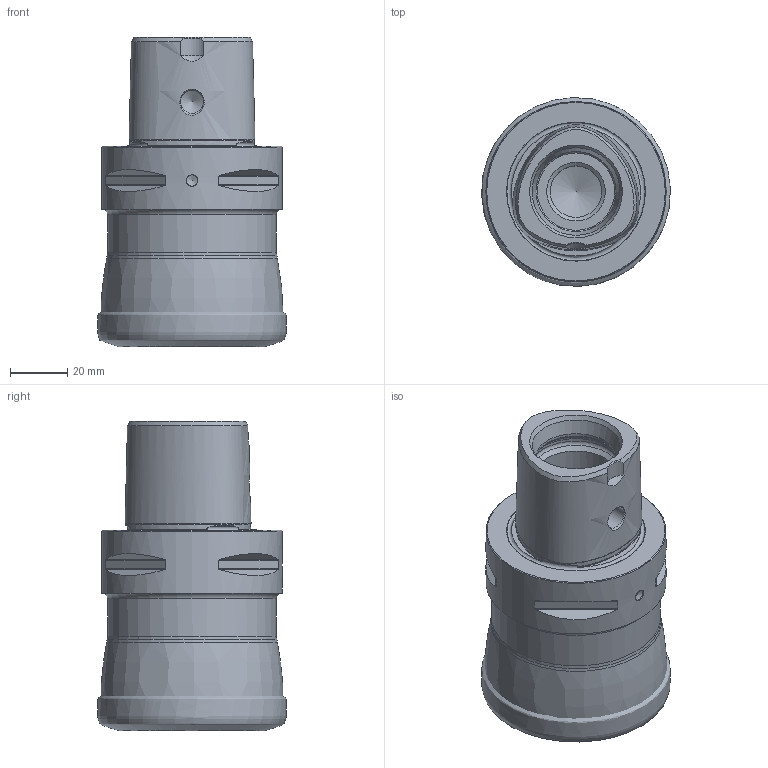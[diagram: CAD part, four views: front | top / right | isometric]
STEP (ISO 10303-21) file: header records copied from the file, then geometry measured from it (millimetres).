
FILE_DESCRIPTION(/* description */ (''),/* implementation_level */ '2;1');
FILE_NAME(/* name */ 'toolassembly_1.stp',/* time_stamp */ '2018-10-16T15:40:02+02:00',/* author */ (''),/* organization */ ('SMS'),/* preprocessor_version */ 'ST-DEVELOPER v15',/* originating_system */ 'SIEMENS PLM Software NX 8.5',/* authorisation */ '');
FILE_SCHEMA (('AUTOMOTIVE_DESIGN { 1 0 10303 214 3 1 1 1 }'));
Length unit declared in the file: millimetre
Products named in the file (4): ASSEMBLY_CONSTRUCTION; CUT_20181016153913; NOCUT_20181016153910; TOOLASSEMBLY_1
Assembly tree (3 placements, depth 2):
  TOOLASSEMBLY_1
    NOCUT_20181016153910
    CUT_20181016153913
    ASSEMBLY_CONSTRUCTION
Bounding box: 65.97 x 65.96 x 108 mm (x, y, z)
Volume: 250105.1 mm3; surface area: 36940.4 mm2
Topology: 2 solids, 2 shells, 79 faces, 193 edges, 130 vertices
Faces by surface type: cone 21, plane 20, cylinder 19, torus 10, bspline 9
Full cylindrical faces by diameter (mm): 4 x1, 8.1 x2, 18 x1, 28.025 x2, 32 x1, 59 x1, 63 x1, 63.721 x1
Entity records: 27293 total; most frequent: CARTESIAN_POINT 25589, DIRECTION 302, ORIENTED_EDGE 266, AXIS2_PLACEMENT_3D 139, EDGE_CURVE 133, EDGE_LOOP 125, VERTEX_POINT 106, FACE_BOUND 95
